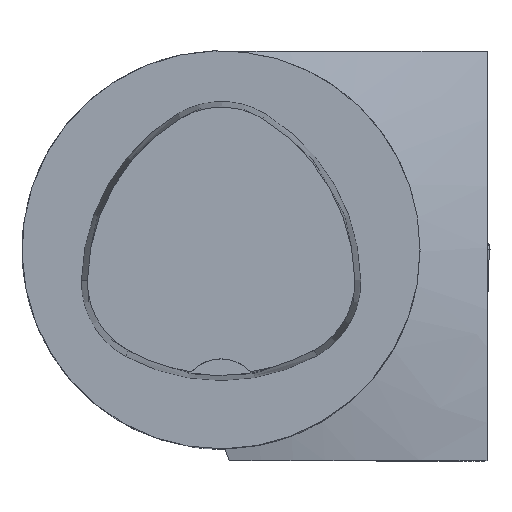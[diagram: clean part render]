
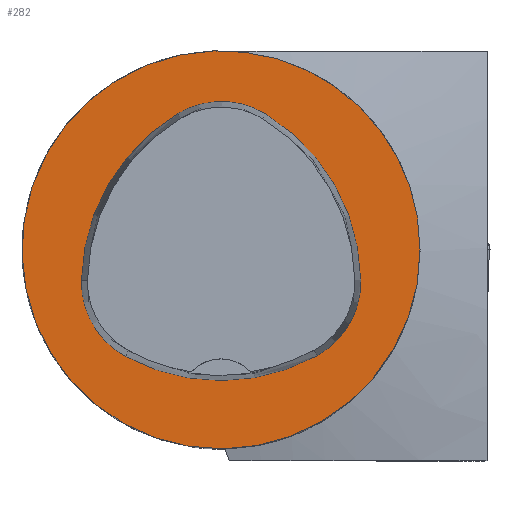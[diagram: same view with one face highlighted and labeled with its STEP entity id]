
A CAD part, top view. The second image highlights one B-rep face of the part: STEP entity #282.
In plain terms, the highlighted planar face has unit normal (0, 0, 1).
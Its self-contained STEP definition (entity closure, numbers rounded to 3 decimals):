
#112=FACE_BOUND('',#575,.T.);
#113=FACE_BOUND('',#576,.T.);
#179=CIRCLE('',#2280,20.);
#187=CIRCLE('',#2305,20.);
#189=CIRCLE('',#2308,8.5);
#191=CIRCLE('',#2311,20.);
#193=CIRCLE('',#2314,8.5);
#196=CIRCLE('',#2318,20.);
#199=CIRCLE('',#2322,8.5);
#282=ADVANCED_FACE('',(#112,#113),#359,.T.);
#359=PLANE('',#2327);
#575=EDGE_LOOP('',(#1056,#1057,#1058,#1059,#1060,#1061));
#576=EDGE_LOOP('',(#1062));
#1056=ORIENTED_EDGE('',*,*,#1661,.F.);
#1057=ORIENTED_EDGE('',*,*,#1656,.F.);
#1058=ORIENTED_EDGE('',*,*,#1651,.F.);
#1059=ORIENTED_EDGE('',*,*,#1648,.F.);
#1060=ORIENTED_EDGE('',*,*,#1645,.F.);
#1061=ORIENTED_EDGE('',*,*,#1641,.F.);
#1062=ORIENTED_EDGE('',*,*,#1594,.T.);
#1349=VERTEX_POINT('',#3829);
#1377=VERTEX_POINT('',#3957);
#1378=VERTEX_POINT('',#3958);
#1381=VERTEX_POINT('',#3966);
#1383=VERTEX_POINT('',#3972);
#1385=VERTEX_POINT('',#3978);
#1389=VERTEX_POINT('',#3991);
#1594=EDGE_CURVE('',#1349,#1349,#179,.T.);
#1641=EDGE_CURVE('',#1377,#1378,#187,.T.);
#1645=EDGE_CURVE('',#1378,#1381,#189,.T.);
#1648=EDGE_CURVE('',#1381,#1383,#191,.T.);
#1651=EDGE_CURVE('',#1383,#1385,#193,.T.);
#1656=EDGE_CURVE('',#1385,#1389,#196,.T.);
#1661=EDGE_CURVE('',#1389,#1377,#199,.T.);
#2280=AXIS2_PLACEMENT_3D('',#3828,#2645,#2646);
#2305=AXIS2_PLACEMENT_3D('',#3956,#2728,#2729);
#2308=AXIS2_PLACEMENT_3D('',#3965,#2736,#2737);
#2311=AXIS2_PLACEMENT_3D('',#3971,#2743,#2744);
#2314=AXIS2_PLACEMENT_3D('',#3977,#2750,#2751);
#2318=AXIS2_PLACEMENT_3D('',#3990,#2759,#2760);
#2322=AXIS2_PLACEMENT_3D('',#4003,#2768,#2769);
#2327=AXIS2_PLACEMENT_3D('',#4008,#2778,#2779);
#2645=DIRECTION('',(0.,0.,1.));
#2646=DIRECTION('',(1.,0.,0.));
#2728=DIRECTION('',(0.,0.,1.));
#2729=DIRECTION('',(1.,0.,0.));
#2736=DIRECTION('',(0.,0.,1.));
#2737=DIRECTION('',(1.,0.,0.));
#2743=DIRECTION('',(0.,0.,1.));
#2744=DIRECTION('',(1.,0.,0.));
#2750=DIRECTION('',(0.,0.,1.));
#2751=DIRECTION('',(1.,0.,0.));
#2759=DIRECTION('',(0.,0.,1.));
#2760=DIRECTION('',(1.,0.,0.));
#2768=DIRECTION('',(0.,0.,1.));
#2769=DIRECTION('',(1.,0.,0.));
#2778=DIRECTION('',(0.,0.,1.));
#2779=DIRECTION('',(-1.,0.,0.));
#3828=CARTESIAN_POINT('',(0.,0.,0.));
#3829=CARTESIAN_POINT('',(20.,0.,0.));
#3956=CARTESIAN_POINT('',(-5.955,-3.414,0.));
#3957=CARTESIAN_POINT('',(14.041,-3.042,0.));
#3958=CARTESIAN_POINT('',(4.472,13.653,0.));
#3965=CARTESIAN_POINT('',(0.04,6.4,0.));
#3966=CARTESIAN_POINT('',(-4.347,13.68,0.));
#3971=CARTESIAN_POINT('',(5.976,-3.45,0.));
#3972=CARTESIAN_POINT('',(-14.021,-3.075,0.));
#3977=CARTESIAN_POINT('',(-5.522,-3.235,0.));
#3978=CARTESIAN_POINT('',(-9.588,-10.699,0.));
#3990=CARTESIAN_POINT('',(-0.022,6.864,0.));
#3991=CARTESIAN_POINT('',(9.655,-10.639,0.));
#4003=CARTESIAN_POINT('',(5.543,-3.2,0.));
#4008=CARTESIAN_POINT('',(0.,0.,0.));
